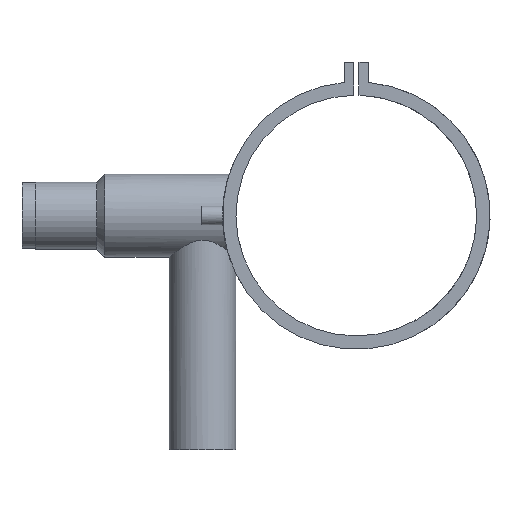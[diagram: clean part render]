
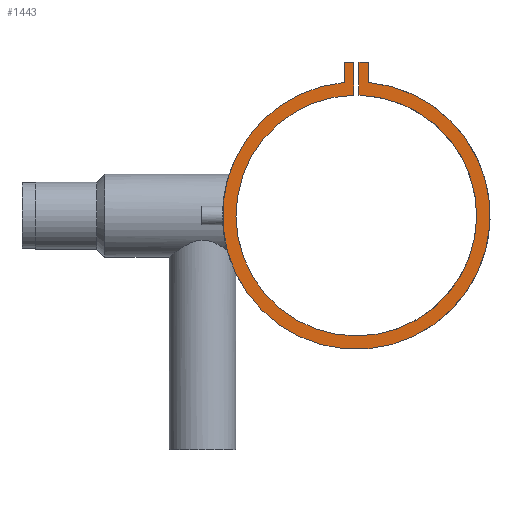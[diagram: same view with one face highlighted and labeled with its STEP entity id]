
A CAD part, left-side view. The second image highlights one B-rep face of the part: STEP entity #1443.
In plain terms, the highlighted planar face has unit normal (-1, 0, 0).
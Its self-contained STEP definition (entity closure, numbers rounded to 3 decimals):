
#29 = EDGE_CURVE ( 'NONE', #2337, #2268, #1447, .T. ) ;
#89 = EDGE_CURVE ( 'NONE', #1585, #1022, #1889, .T. ) ;
#91 = DIRECTION ( 'NONE',  ( 1., 0., 0. ) ) ;
#120 = LINE ( 'NONE', #929, #707 ) ;
#170 = EDGE_CURVE ( 'NONE', #1674, #2337, #2453, .T. ) ;
#191 = CARTESIAN_POINT ( 'NONE',  ( -69., 2., 114.594 ) ) ;
#285 = CARTESIAN_POINT ( 'NONE',  ( -69., -2., 114.594 ) ) ;
#407 = CARTESIAN_POINT ( 'NONE',  ( -69., 0., 0. ) ) ;
#439 = DIRECTION ( 'NONE',  ( 0., -1., 0. ) ) ;
#588 = AXIS2_PLACEMENT_3D ( 'NONE', #407, #1217, #2020 ) ;
#609 = DIRECTION ( 'NONE',  ( 0., 0., 1. ) ) ;
#618 = VECTOR ( 'NONE', #609, 1000. ) ;
#632 = CARTESIAN_POINT ( 'NONE',  ( -69., 9., 114.594 ) ) ;
#666 = DIRECTION ( 'NONE',  ( 0., 0., -1. ) ) ;
#692 = CARTESIAN_POINT ( 'NONE',  ( -69., 9., 114.594 ) ) ;
#698 = EDGE_CURVE ( 'NONE', #1398, #1674, #1304, .T. ) ;
#707 = VECTOR ( 'NONE', #1733, 1000. ) ;
#759 = CARTESIAN_POINT ( 'NONE',  ( -69., -2., 89.978 ) ) ;
#787 = ORIENTED_EDGE ( 'NONE', *, *, #170, .F. ) ;
#790 = VERTEX_POINT ( 'NONE', #285 ) ;
#837 = VECTOR ( 'NONE', #996, 1000. ) ;
#929 = CARTESIAN_POINT ( 'NONE',  ( -69., -9., 114.594 ) ) ;
#934 = DIRECTION ( 'NONE',  ( 0., 0., -1. ) ) ;
#943 = LINE ( 'NONE', #1748, #1004 ) ;
#954 = ORIENTED_EDGE ( 'NONE', *, *, #89, .F. ) ;
#992 = EDGE_CURVE ( 'NONE', #790, #2051, #943, .T. ) ;
#996 = DIRECTION ( 'NONE',  ( 0., 0., -1. ) ) ;
#1004 = VECTOR ( 'NONE', #2500, 1000. ) ;
#1022 = VERTEX_POINT ( 'NONE', #759 ) ;
#1123 = EDGE_CURVE ( 'NONE', #2268, #1585, #2000, .T. ) ;
#1217 = DIRECTION ( 'NONE',  ( 1., 0., 0. ) ) ;
#1258 = ORIENTED_EDGE ( 'NONE', *, *, #698, .F. ) ;
#1299 = EDGE_CURVE ( 'NONE', #2051, #1398, #120, .T. ) ;
#1300 = AXIS2_PLACEMENT_3D ( 'NONE', #1905, #91, #934 ) ;
#1304 = CIRCLE ( 'NONE', #1300, 100. ) ;
#1319 = ORIENTED_EDGE ( 'NONE', *, *, #29, .F. ) ;
#1398 = VERTEX_POINT ( 'NONE', #2189 ) ;
#1415 = FACE_OUTER_BOUND ( 'NONE', #1597, .T. ) ;
#1426 = EDGE_CURVE ( 'NONE', #1022, #790, #1618, .T. ) ;
#1443 = ADVANCED_FACE ( 'NONE', ( #1415 ), #2199, .F. ) ;
#1447 = LINE ( 'NONE', #2229, #1974 ) ;
#1461 = CARTESIAN_POINT ( 'NONE',  ( -69., 9., 99.594 ) ) ;
#1502 = DIRECTION ( 'NONE',  ( 0., 0., 1. ) ) ;
#1585 = VERTEX_POINT ( 'NONE', #2147 ) ;
#1597 = EDGE_LOOP ( 'NONE', ( #1258, #1938, #2375, #1693, #954, #2219, #1319, #787 ) ) ;
#1618 = LINE ( 'NONE', #2379, #618 ) ;
#1672 = CARTESIAN_POINT ( 'NONE',  ( -69., 0., 0. ) ) ;
#1674 = VERTEX_POINT ( 'NONE', #1461 ) ;
#1693 = ORIENTED_EDGE ( 'NONE', *, *, #1426, .F. ) ;
#1733 = DIRECTION ( 'NONE',  ( 0., 0., -1. ) ) ;
#1748 = CARTESIAN_POINT ( 'NONE',  ( -69., -2., 114.594 ) ) ;
#1767 = VECTOR ( 'NONE', #1502, 1000. ) ;
#1850 = AXIS2_PLACEMENT_3D ( 'NONE', #1672, #2428, #666 ) ;
#1889 = CIRCLE ( 'NONE', #1850, 90. ) ;
#1905 = CARTESIAN_POINT ( 'NONE',  ( -69., 0., 0. ) ) ;
#1938 = ORIENTED_EDGE ( 'NONE', *, *, #1299, .F. ) ;
#1974 = VECTOR ( 'NONE', #439, 1000. ) ;
#2000 = LINE ( 'NONE', #191, #837 ) ;
#2020 = DIRECTION ( 'NONE',  ( 0., 0., -1. ) ) ;
#2051 = VERTEX_POINT ( 'NONE', #2201 ) ;
#2147 = CARTESIAN_POINT ( 'NONE',  ( -69., 2., 89.978 ) ) ;
#2162 = CARTESIAN_POINT ( 'NONE',  ( -69., 2., 114.594 ) ) ;
#2189 = CARTESIAN_POINT ( 'NONE',  ( -69., -9., 99.594 ) ) ;
#2199 = PLANE ( 'NONE',  #588 ) ;
#2201 = CARTESIAN_POINT ( 'NONE',  ( -69., -9., 114.594 ) ) ;
#2219 = ORIENTED_EDGE ( 'NONE', *, *, #1123, .F. ) ;
#2229 = CARTESIAN_POINT ( 'NONE',  ( -69., 9., 114.594 ) ) ;
#2268 = VERTEX_POINT ( 'NONE', #2162 ) ;
#2337 = VERTEX_POINT ( 'NONE', #632 ) ;
#2375 = ORIENTED_EDGE ( 'NONE', *, *, #992, .F. ) ;
#2379 = CARTESIAN_POINT ( 'NONE',  ( -69., -2., 114.594 ) ) ;
#2428 = DIRECTION ( 'NONE',  ( -1., 0., 0. ) ) ;
#2453 = LINE ( 'NONE', #692, #1767 ) ;
#2500 = DIRECTION ( 'NONE',  ( 0., -1., 0. ) ) ;
